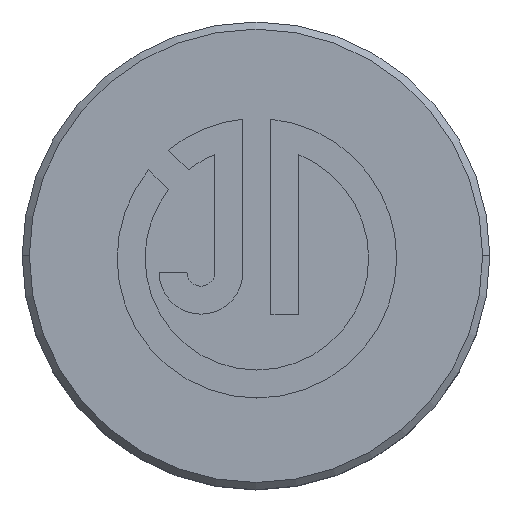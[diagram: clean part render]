
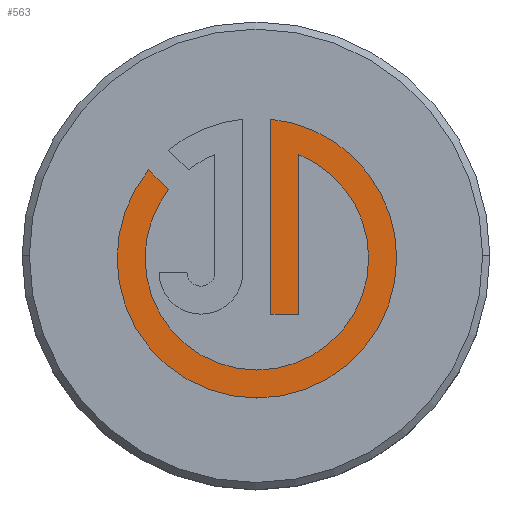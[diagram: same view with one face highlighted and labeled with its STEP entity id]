
A CAD part, top view. The second image highlights one B-rep face of the part: STEP entity #563.
In plain terms, the highlighted planar face has unit normal (0, 0, 1).
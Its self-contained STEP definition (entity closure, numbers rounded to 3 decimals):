
#16 = CARTESIAN_POINT ( 'NONE',  ( -2.431, 1.839, 99.9 ) ) ;
#26 = VERTEX_POINT ( 'NONE', #658 ) ;
#50 = CARTESIAN_POINT ( 'NONE',  ( 0.413, 3.799, 99.9 ) ) ;
#52 = EDGE_CURVE ( 'NONE', #72, #1300, #839, .T. ) ;
#56 = DIRECTION ( 'NONE',  ( 1., 0., 0. ) ) ;
#57 = EDGE_CURVE ( 'NONE', #1435, #928, #219, .T. ) ;
#59 = CIRCLE ( 'NONE', #215, 3.108 ) ;
#61 = ORIENTED_EDGE ( 'NONE', *, *, #755, .T. ) ;
#66 = CIRCLE ( 'NONE', #615, 3.108 ) ;
#72 = VERTEX_POINT ( 'NONE', #209 ) ;
#145 = CARTESIAN_POINT ( 'NONE',  ( 3.132, -0.066, 99.9 ) ) ;
#154 = AXIS2_PLACEMENT_3D ( 'NONE', #277, #1087, #385 ) ;
#174 = EDGE_CURVE ( 'NONE', #1166, #72, #66, .T. ) ;
#209 = CARTESIAN_POINT ( 'NONE',  ( -3.083, -0.066, 99.9 ) ) ;
#215 = AXIS2_PLACEMENT_3D ( 'NONE', #259, #1070, #366 ) ;
#219 = CIRCLE ( 'NONE', #1252, 3.885 ) ;
#226 = DIRECTION ( 'NONE',  ( 0., 0., -1. ) ) ;
#259 = CARTESIAN_POINT ( 'NONE',  ( 0.025, -0.066, 99.9 ) ) ;
#277 = CARTESIAN_POINT ( 'NONE',  ( 0.025, -0.066, 99.9 ) ) ;
#286 = FACE_OUTER_BOUND ( 'NONE', #995, .T. ) ;
#292 = DIRECTION ( 'NONE',  ( 0., 0., 1. ) ) ;
#308 = ORIENTED_EDGE ( 'NONE', *, *, #174, .T. ) ;
#338 = CARTESIAN_POINT ( 'NONE',  ( 1.19, 0., 99.9 ) ) ;
#366 = DIRECTION ( 'NONE',  ( -1., 0., 0. ) ) ;
#385 = DIRECTION ( 'NONE',  ( 1., 0., 0. ) ) ;
#392 = EDGE_CURVE ( 'NONE', #525, #399, #394, .T. ) ;
#394 = CIRCLE ( 'NONE', #886, 3.885 ) ;
#399 = VERTEX_POINT ( 'NONE', #50 ) ;
#403 = EDGE_CURVE ( 'NONE', #984, #26, #764, .T. ) ;
#429 = DIRECTION ( 'NONE',  ( 1., 0., 0. ) ) ;
#454 = VECTOR ( 'NONE', #909, 1000. ) ;
#464 = CARTESIAN_POINT ( 'NONE',  ( 0.413, 0., 99.9 ) ) ;
#467 = VECTOR ( 'NONE', #56, 1000. ) ;
#470 = ORIENTED_EDGE ( 'NONE', *, *, #392, .T. ) ;
#493 = LINE ( 'NONE', #338, #1446 ) ;
#510 = CIRCLE ( 'NONE', #154, 3.885 ) ;
#525 = VERTEX_POINT ( 'NONE', #1001 ) ;
#526 = CARTESIAN_POINT ( 'NONE',  ( 0., -1.62, 99.9 ) ) ;
#540 = CARTESIAN_POINT ( 'NONE',  ( -3.86, -0.066, 99.9 ) ) ;
#555 = CARTESIAN_POINT ( 'NONE',  ( 0., 0., 99.9 ) ) ;
#563 = ADVANCED_FACE ( 'NONE', ( #286 ), #1349, .T. ) ;
#586 = ORIENTED_EDGE ( 'NONE', *, *, #1207, .T. ) ;
#615 = AXIS2_PLACEMENT_3D ( 'NONE', #910, #226, #1039 ) ;
#625 = CARTESIAN_POINT ( 'NONE',  ( 1.19, 2.815, 99.9 ) ) ;
#632 = AXIS2_PLACEMENT_3D ( 'NONE', #555, #667, #1474 ) ;
#658 = CARTESIAN_POINT ( 'NONE',  ( 1.19, -1.62, 99.9 ) ) ;
#667 = DIRECTION ( 'NONE',  ( 0., 0., 1. ) ) ;
#671 = DIRECTION ( 'NONE',  ( 0., 0., -1. ) ) ;
#746 = LINE ( 'NONE', #16, #1285 ) ;
#755 = EDGE_CURVE ( 'NONE', #883, #1166, #59, .T. ) ;
#764 = LINE ( 'NONE', #526, #467 ) ;
#839 = CIRCLE ( 'NONE', #1188, 3.108 ) ;
#883 = VERTEX_POINT ( 'NONE', #625 ) ;
#886 = AXIS2_PLACEMENT_3D ( 'NONE', #973, #292, #1103 ) ;
#892 = DIRECTION ( 'NONE',  ( 0., 0., 1. ) ) ;
#909 = DIRECTION ( 'NONE',  ( 0., -1., 0. ) ) ;
#910 = CARTESIAN_POINT ( 'NONE',  ( 0.025, -0.066, 99.9 ) ) ;
#928 = VERTEX_POINT ( 'NONE', #540 ) ;
#973 = CARTESIAN_POINT ( 'NONE',  ( 0.025, -0.066, 99.9 ) ) ;
#984 = VERTEX_POINT ( 'NONE', #1464 ) ;
#995 = EDGE_LOOP ( 'NONE', ( #61, #308, #1112, #1177, #1419, #586, #470, #1443, #1126, #1131 ) ) ;
#1001 = CARTESIAN_POINT ( 'NONE',  ( 3.909, -0.066, 99.9 ) ) ;
#1026 = CARTESIAN_POINT ( 'NONE',  ( 0.025, -0.066, 99.9 ) ) ;
#1039 = DIRECTION ( 'NONE',  ( -1., 0., 0. ) ) ;
#1044 = DIRECTION ( 'NONE',  ( 0., 1., 0. ) ) ;
#1061 = DIRECTION ( 'NONE',  ( -0.707, 0.707, 0. ) ) ;
#1070 = DIRECTION ( 'NONE',  ( 0., 0., -1. ) ) ;
#1073 = LINE ( 'NONE', #464, #454 ) ;
#1087 = DIRECTION ( 'NONE',  ( 0., 0., 1. ) ) ;
#1099 = EDGE_CURVE ( 'NONE', #1300, #1435, #746, .T. ) ;
#1103 = DIRECTION ( 'NONE',  ( 1., 0., 0. ) ) ;
#1112 = ORIENTED_EDGE ( 'NONE', *, *, #52, .T. ) ;
#1126 = ORIENTED_EDGE ( 'NONE', *, *, #403, .T. ) ;
#1131 = ORIENTED_EDGE ( 'NONE', *, *, #1445, .T. ) ;
#1154 = CARTESIAN_POINT ( 'NONE',  ( -2.983, 2.392, 99.9 ) ) ;
#1166 = VERTEX_POINT ( 'NONE', #145 ) ;
#1177 = ORIENTED_EDGE ( 'NONE', *, *, #1099, .T. ) ;
#1188 = AXIS2_PLACEMENT_3D ( 'NONE', #1357, #671, #1479 ) ;
#1207 = EDGE_CURVE ( 'NONE', #928, #525, #510, .T. ) ;
#1252 = AXIS2_PLACEMENT_3D ( 'NONE', #1026, #892, #429 ) ;
#1285 = VECTOR ( 'NONE', #1061, 1000. ) ;
#1300 = VERTEX_POINT ( 'NONE', #1323 ) ;
#1323 = CARTESIAN_POINT ( 'NONE',  ( -2.431, 1.839, 99.9 ) ) ;
#1349 = PLANE ( 'NONE',  #632 ) ;
#1357 = CARTESIAN_POINT ( 'NONE',  ( 0.025, -0.066, 99.9 ) ) ;
#1419 = ORIENTED_EDGE ( 'NONE', *, *, #57, .T. ) ;
#1435 = VERTEX_POINT ( 'NONE', #1154 ) ;
#1443 = ORIENTED_EDGE ( 'NONE', *, *, #1458, .T. ) ;
#1445 = EDGE_CURVE ( 'NONE', #26, #883, #493, .T. ) ;
#1446 = VECTOR ( 'NONE', #1044, 1000. ) ;
#1458 = EDGE_CURVE ( 'NONE', #399, #984, #1073, .T. ) ;
#1464 = CARTESIAN_POINT ( 'NONE',  ( 0.413, -1.62, 99.9 ) ) ;
#1474 = DIRECTION ( 'NONE',  ( 1., 0., 0. ) ) ;
#1479 = DIRECTION ( 'NONE',  ( -1., 0., 0. ) ) ;
